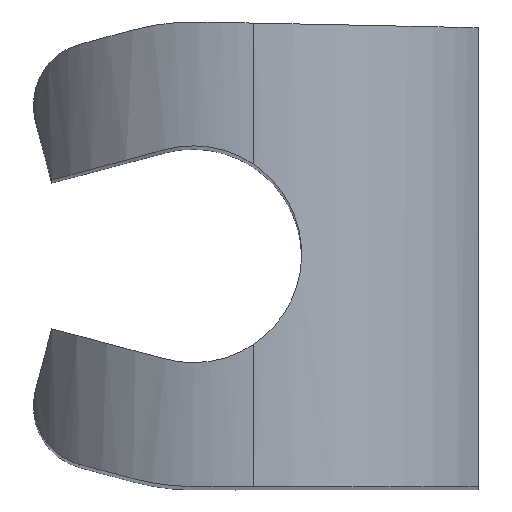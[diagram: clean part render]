
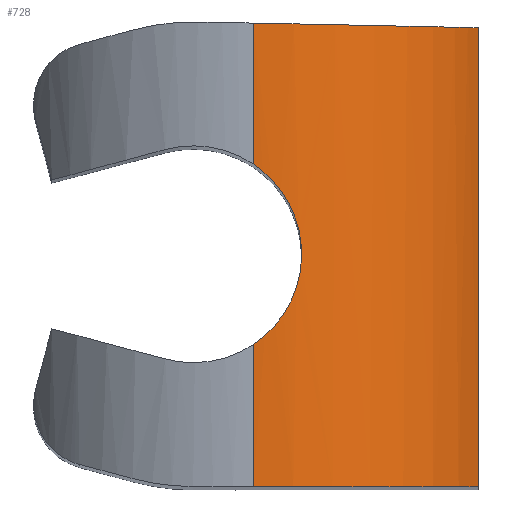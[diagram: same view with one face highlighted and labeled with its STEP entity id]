
A CAD part, top view. The second image highlights one B-rep face of the part: STEP entity #728.
In plain terms, the highlighted cylindrical face has radius 4.002 mm (diameter 8.005 mm), a partial arc.
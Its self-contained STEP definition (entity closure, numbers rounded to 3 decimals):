
#12 = CARTESIAN_POINT ( 'NONE',  ( 2.603, 3.66, 13.675 ) ) ;
#20 = ORIENTED_EDGE ( 'NONE', *, *, #586, .F. ) ;
#32 = VERTEX_POINT ( 'NONE', #675 ) ;
#46 = DIRECTION ( 'NONE',  ( 0., 1., 0. ) ) ;
#102 = AXIS2_PLACEMENT_3D ( 'NONE', #535, #341, #644 ) ;
#103 = VECTOR ( 'NONE', #182, 1000. ) ;
#108 = CARTESIAN_POINT ( 'NONE',  ( 2.603, 3.66, 13.675 ) ) ;
#119 = ORIENTED_EDGE ( 'NONE', *, *, #299, .F. ) ;
#150 = ORIENTED_EDGE ( 'NONE', *, *, #488, .F. ) ;
#159 = LINE ( 'NONE', #643, #181 ) ;
#161 = CARTESIAN_POINT ( 'NONE',  ( -1.031, -3.75, 11.998 ) ) ;
#174 = CARTESIAN_POINT ( 'NONE',  ( -1.031, -1.457, 16. ) ) ;
#181 = VECTOR ( 'NONE', #226, 1000. ) ;
#182 = DIRECTION ( 'NONE',  ( 0., 1., 0. ) ) ;
#226 = DIRECTION ( 'NONE',  ( 0., 1., 0. ) ) ;
#233 = CARTESIAN_POINT ( 'NONE',  ( -0.801, -1.282, 15.995 ) ) ;
#234 = CARTESIAN_POINT ( 'NONE',  ( -1.031, 3.732, 16. ) ) ;
#248 = CARTESIAN_POINT ( 'NONE',  ( -0.268, 0.289, 15.927 ) ) ;
#280 = EDGE_LOOP ( 'NONE', ( #384, #313, #769, #150, #119, #20 ) ) ;
#290 = CARTESIAN_POINT ( 'NONE',  ( -1.031, 1.457, 16. ) ) ;
#291 = VECTOR ( 'NONE', #46, 1000. ) ;
#299 = EDGE_CURVE ( 'NONE', #440, #492, #159, .T. ) ;
#313 = ORIENTED_EDGE ( 'NONE', *, *, #693, .F. ) ;
#324 = CARTESIAN_POINT ( 'NONE',  ( -1.031, 1.457, 16. ) ) ;
#341 = DIRECTION ( 'NONE',  ( 0., -1., 0. ) ) ;
#366 = VERTEX_POINT ( 'NONE', #756 ) ;
#384 = ORIENTED_EDGE ( 'NONE', *, *, #437, .F. ) ;
#385 = CARTESIAN_POINT ( 'NONE',  ( -0.802, 1.284, 15.995 ) ) ;
#394 = CARTESIAN_POINT ( 'NONE',  ( -0.25, -0.143, 15.923 ) ) ;
#415 = DIRECTION ( 'NONE',  ( 0., 1., 0. ) ) ;
#418 = CARTESIAN_POINT ( 'NONE',  ( -0.525, -0.952, 15.968 ) ) ;
#422 = LINE ( 'NONE', #776, #103 ) ;
#437 = EDGE_CURVE ( 'NONE', #366, #32, #695, .T. ) ;
#440 = VERTEX_POINT ( 'NONE', #290 ) ;
#441 = CARTESIAN_POINT ( 'NONE',  ( 2.603, -3.75, 13.675 ) ) ;
#447 = CARTESIAN_POINT ( 'NONE',  ( -0.526, 0.954, 15.969 ) ) ;
#456 = CARTESIAN_POINT ( 'NONE',  ( -0.268, -0.286, 15.927 ) ) ;
#467 =( BOUNDED_CURVE ( )  B_SPLINE_CURVE ( 3, ( #234, #489, #482, #12 ),
 .UNSPECIFIED., .F., .T. ) 
 B_SPLINE_CURVE_WITH_KNOTS ( ( 4, 4 ),
 ( 1.571, 2.709 ),
 .UNSPECIFIED. ) 
 CURVE ( )  GEOMETRIC_REPRESENTATION_ITEM ( )  RATIONAL_B_SPLINE_CURVE ( ( 1., 0.895, 0.895, 1. ) ) 
 REPRESENTATION_ITEM ( '' )  );
#474 = CARTESIAN_POINT ( 'NONE',  ( -1.031, -3.75, 16. ) ) ;
#479 = CARTESIAN_POINT ( 'NONE',  ( -0.608, -1.071, 15.979 ) ) ;
#481 = CYLINDRICAL_SURFACE ( 'NONE', #640, 4.002 ) ;
#482 = CARTESIAN_POINT ( 'NONE',  ( 1.929, 3.673, 15.134 ) ) ;
#488 = EDGE_CURVE ( 'NONE', #492, #760, #467, .T. ) ;
#489 = CARTESIAN_POINT ( 'NONE',  ( 0.576, 3.7, 16. ) ) ;
#492 = VERTEX_POINT ( 'NONE', #659 ) ;
#508 = CARTESIAN_POINT ( 'NONE',  ( -0.39, 0.701, 15.949 ) ) ;
#513 = CARTESIAN_POINT ( 'NONE',  ( -0.338, -0.566, 15.94 ) ) ;
#518 = CARTESIAN_POINT ( 'NONE',  ( -0.608, 1.071, 15.979 ) ) ;
#528 = FACE_OUTER_BOUND ( 'NONE', #280, .T. ) ;
#530 = DIRECTION ( 'NONE',  ( 0., 0., 1. ) ) ;
#535 = CARTESIAN_POINT ( 'NONE',  ( -1.031, -3.75, 11.998 ) ) ;
#553 = EDGE_CURVE ( 'NONE', #631, #760, #422, .T. ) ;
#586 = EDGE_CURVE ( 'NONE', #32, #440, #745, .T. ) ;
#614 = CIRCLE ( 'NONE', #102, 4.002 ) ;
#622 = CARTESIAN_POINT ( 'NONE',  ( -0.338, 0.566, 15.94 ) ) ;
#631 = VERTEX_POINT ( 'NONE', #441 ) ;
#632 = CARTESIAN_POINT ( 'NONE',  ( -0.25, 0.143, 15.923 ) ) ;
#640 = AXIS2_PLACEMENT_3D ( 'NONE', #161, #415, #530 ) ;
#643 = CARTESIAN_POINT ( 'NONE',  ( -1.031, -3.75, 16. ) ) ;
#644 = DIRECTION ( 'NONE',  ( 0., 0., 1. ) ) ;
#650 = CARTESIAN_POINT ( 'NONE',  ( -0.389, -0.699, 15.949 ) ) ;
#659 = CARTESIAN_POINT ( 'NONE',  ( -1.031, 3.732, 16. ) ) ;
#675 = CARTESIAN_POINT ( 'NONE',  ( -1.031, -1.457, 16. ) ) ;
#680 = CARTESIAN_POINT ( 'NONE',  ( -0.912, 1.378, 16. ) ) ;
#693 = EDGE_CURVE ( 'NONE', #631, #366, #614, .T. ) ;
#695 = LINE ( 'NONE', #474, #291 ) ;
#728 = ADVANCED_FACE ( 'NONE', ( #528 ), #481, .T. ) ;
#745 = B_SPLINE_CURVE_WITH_KNOTS ( 'NONE', 3,
 ( #174, #775, #233, #479, #418, #650, #513, #456, #394, #632, #248, #622, #508, #447, #518, #385, #680, #324 ),
 .UNSPECIFIED., .F., .F.,
 ( 4, 2, 2, 2, 2, 2, 2, 2, 4 ),
 ( 0.002, 0.002, 0.002, 0.003, 0.003, 0.004, 0.004, 0.005, 0.005 ),
 .UNSPECIFIED. ) ;
#756 = CARTESIAN_POINT ( 'NONE',  ( -1.031, -3.75, 16. ) ) ;
#760 = VERTEX_POINT ( 'NONE', #108 ) ;
#769 = ORIENTED_EDGE ( 'NONE', *, *, #553, .T. ) ;
#775 = CARTESIAN_POINT ( 'NONE',  ( -0.912, -1.378, 16. ) ) ;
#776 = CARTESIAN_POINT ( 'NONE',  ( 2.603, -3.75, 13.675 ) ) ;
